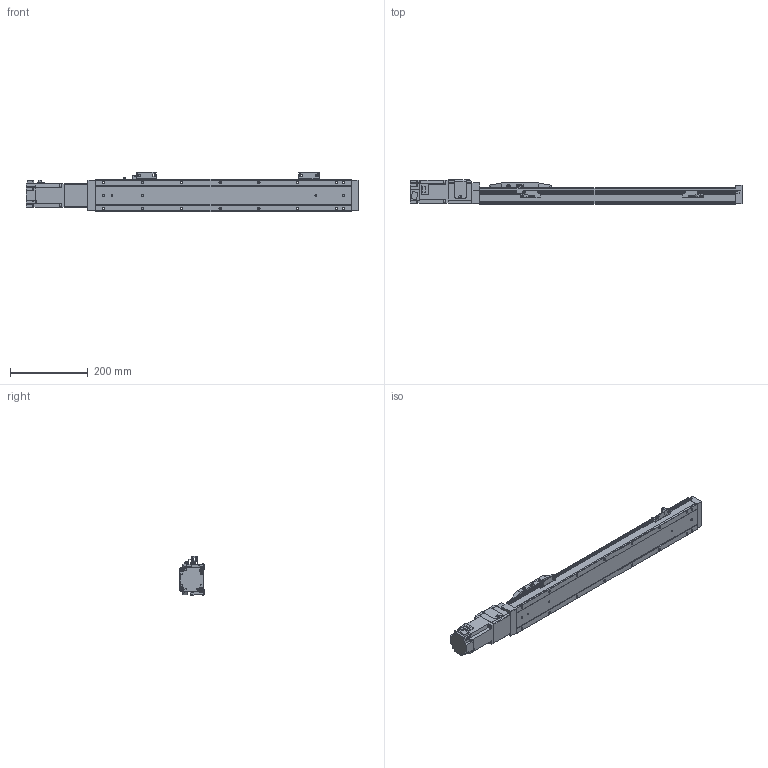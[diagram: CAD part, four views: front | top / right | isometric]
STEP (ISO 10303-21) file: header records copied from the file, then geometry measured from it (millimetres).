
FILE_DESCRIPTION (( 'STEP AP214' ), '1' );
FILE_NAME ('MLU80BC-14XLD-0450-XXXX.STEP', '2025-02-25T19:27:04', ( '' ), ( '' ), 'SwSTEP 2.0', 'SolidWorks 2022', '' );
FILE_SCHEMA (( 'AUTOMOTIVE_DESIGN' ));
Length unit declared in the file: millimetre
Products named in the file (12): MLU80-450FANGTOOTH; MLU80-450-SENSORPLATE; MLU80-450-4; MLU80-450MOTOR; MLU80-450CARRIAGE; MLU80BC-14XLD-0450-XXXX(2); MLU80-450SENSOR; MLU80-450-5; MLU80-450-2; MLU80-450-1; MLU80BC-14XLD-0450-XXXX; MLU80-450-3
Assembly tree (13 placements, depth 3):
  MLU80BC-14XLD-0450-XXXX
    MLU80BC-14XLD-0450-XXXX(2)
      MLU80-450-1
      MLU80-450-2
      MLU80-450-3
      MLU80-450MOTOR
      MLU80-450-4
      MLU80-450FANGTOOTH
      MLU80-450CARRIAGE
      MLU80-450-5
      MLU80-450-SENSORPLATE  x2
      MLU80-450SENSOR  x2
Bounding box: 854.3 x 62.5 x 101 mm (x, y, z)
Volume: 2776148 mm3; surface area: 332842.9 mm2
Topology: 12 solids, 12 shells, 1093 faces, 2760 edges, 1806 vertices
Faces by surface type: plane 606, cylinder 385, cone 64, torus 38
Entity records: 29460 total; most frequent: CARTESIAN_POINT 5335, DIRECTION 5056, ORIENTED_EDGE 4800, EDGE_CURVE 2400, AXIS2_PLACEMENT_3D 1731, LINE 1594, VECTOR 1594, VERTEX_POINT 1570
